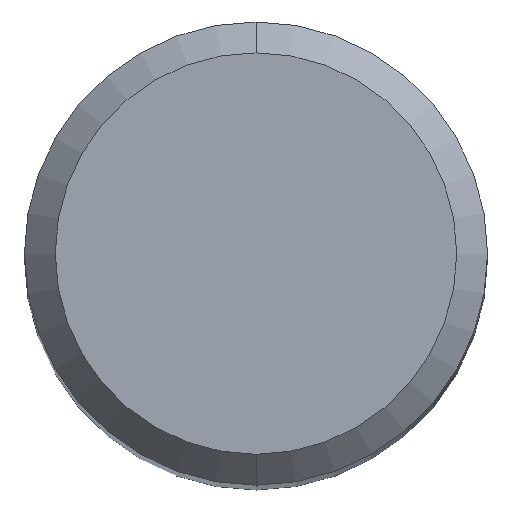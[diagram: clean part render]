
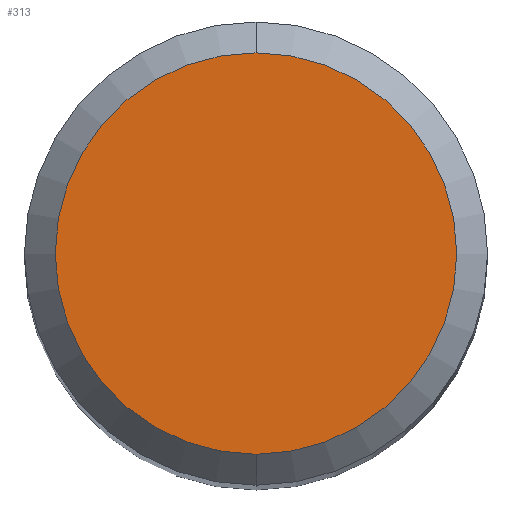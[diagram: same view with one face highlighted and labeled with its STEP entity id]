
A CAD part, top view. The second image highlights one B-rep face of the part: STEP entity #313.
In plain terms, the highlighted planar face has unit normal (0, 0, 1).
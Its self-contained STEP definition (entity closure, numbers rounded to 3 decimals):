
#237=VERTEX_POINT('',#601);
#313=ADVANCED_FACE('',(#680),#681,.T.);
#337=EDGE_CURVE('',#419,#237,#708,.T.);
#419=VERTEX_POINT('',#801);
#425=EDGE_CURVE('',#237,#419,#809,.T.);
#601=CARTESIAN_POINT('',(0.0,2.6,0.0));
#680=FACE_OUTER_BOUND('',#1210,.T.);
#681=PLANE('',#1211);
#708=CIRCLE('',#1271,2.6);
#801=CARTESIAN_POINT('',(0.,-2.6,0.0));
#809=CIRCLE('',#1440,2.6);
#1210=EDGE_LOOP('',(#1776,#1777));
#1211=AXIS2_PLACEMENT_3D('',#1778,#1779,#1780);
#1271=AXIS2_PLACEMENT_3D('',#1812,#1813,#1814);
#1440=AXIS2_PLACEMENT_3D('',#1939,#1940,#1941);
#1776=ORIENTED_EDGE('',*,*,#425,.F.);
#1777=ORIENTED_EDGE('',*,*,#337,.F.);
#1778=CARTESIAN_POINT('',(0.0,1.3,0.0));
#1779=DIRECTION('',(-0.0,0.0,1.0));
#1780=DIRECTION('',(0.0,-1.0,0.0));
#1812=CARTESIAN_POINT('',(0.0,0.0,0.0));
#1813=DIRECTION('',(0.0,0.0,-1.0));
#1814=DIRECTION('',(0.0,1.0,0.0));
#1939=CARTESIAN_POINT('',(0.0,0.0,0.0));
#1940=DIRECTION('',(0.0,0.0,-1.0));
#1941=DIRECTION('',(0.0,1.0,0.0));
